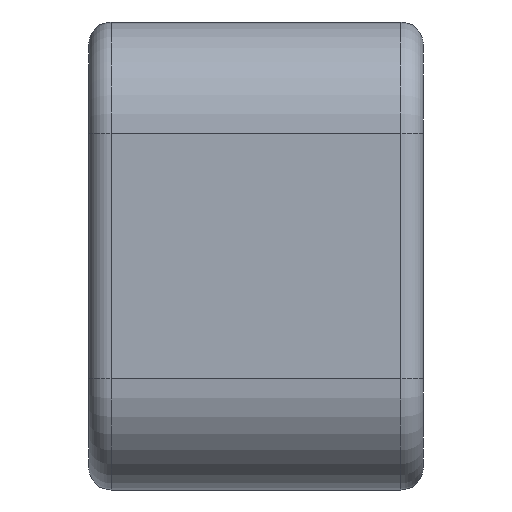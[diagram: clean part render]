
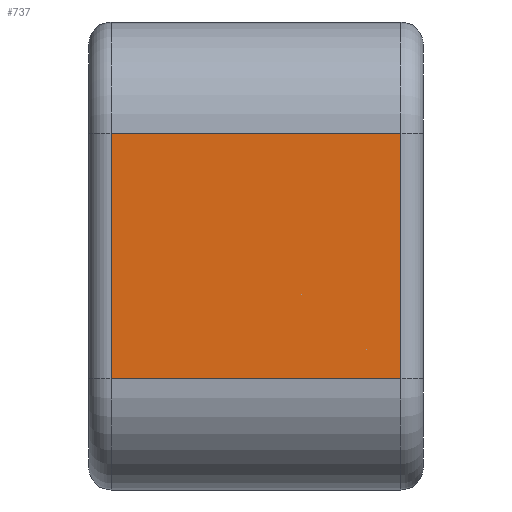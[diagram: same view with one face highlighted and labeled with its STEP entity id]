
A CAD part, left-side view. The second image highlights one B-rep face of the part: STEP entity #737.
In plain terms, the highlighted planar face has unit normal (-1, 0, 0).
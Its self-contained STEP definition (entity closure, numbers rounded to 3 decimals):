
#24=PLANE('',#839);
#33=LINE('',#1221,#63);
#47=LINE('',#1272,#77);
#50=LINE('',#1290,#80);
#55=LINE('',#1316,#85);
#63=VECTOR('',#931,10.);
#77=VECTOR('',#989,10.);
#80=VECTOR('',#1012,10.);
#85=VECTOR('',#1047,10.);
#133=FACE_OUTER_BOUND('',#183,.T.);
#183=EDGE_LOOP('',(#567,#568,#569,#570));
#300=VERTEX_POINT('',#1214);
#302=VERTEX_POINT('',#1219);
#317=VERTEX_POINT('',#1271);
#321=VERTEX_POINT('',#1286);
#370=EDGE_CURVE('',#302,#300,#33,.T.);
#396=EDGE_CURVE('',#300,#317,#47,.T.);
#405=EDGE_CURVE('',#317,#321,#50,.T.);
#419=EDGE_CURVE('',#321,#302,#55,.T.);
#567=ORIENTED_EDGE('',*,*,#370,.F.);
#568=ORIENTED_EDGE('',*,*,#419,.F.);
#569=ORIENTED_EDGE('',*,*,#405,.F.);
#570=ORIENTED_EDGE('',*,*,#396,.F.);
#737=ADVANCED_FACE('',(#133),#24,.T.);
#839=AXIS2_PLACEMENT_3D('',#1317,#1048,#1049);
#931=DIRECTION('',(0.,0.,-1.));
#989=DIRECTION('',(0.,1.,0.));
#1012=DIRECTION('',(0.,0.,1.));
#1047=DIRECTION('',(0.,-1.,0.));
#1048=DIRECTION('center_axis',(-1.,0.,0.));
#1049=DIRECTION('ref_axis',(0.,0.,1.));
#1214=CARTESIAN_POINT('',(0.,1.,-16.));
#1219=CARTESIAN_POINT('',(0.,1.,-5.));
#1221=CARTESIAN_POINT('',(0.,1.,-15.75));
#1271=CARTESIAN_POINT('',(0.,14.,-16.));
#1272=CARTESIAN_POINT('',(0.,0.,-16.));
#1286=CARTESIAN_POINT('',(0.,14.,-5.));
#1290=CARTESIAN_POINT('',(0.,14.,-15.75));
#1316=CARTESIAN_POINT('',(0.,0.,-5.));
#1317=CARTESIAN_POINT('Origin',(0.,0.,-21.));
